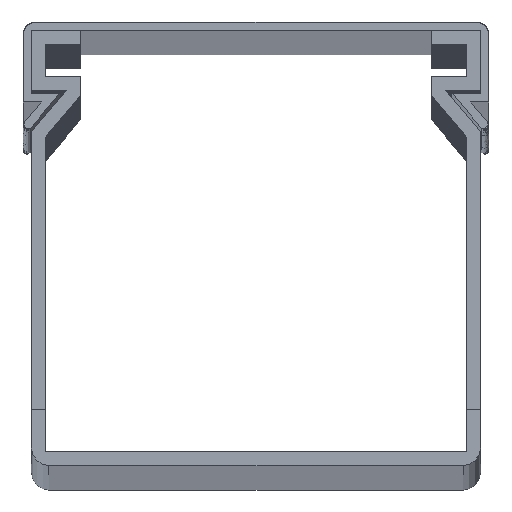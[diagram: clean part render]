
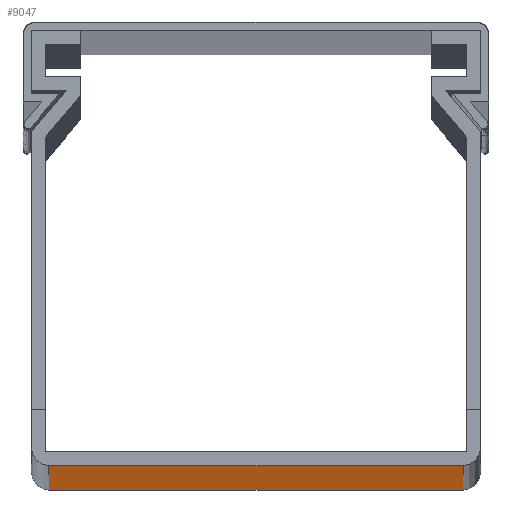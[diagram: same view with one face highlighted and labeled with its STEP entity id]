
A CAD part, top view. The second image highlights one B-rep face of the part: STEP entity #9047.
In plain terms, the highlighted planar face has unit normal (0, -1, 0).
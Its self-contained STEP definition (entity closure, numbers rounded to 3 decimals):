
#821=B_SPLINE_CURVE_WITH_KNOTS('',1,(#124021,#124022),.UNSPECIFIED.,.F.,
 .F.,(2,2),(-49.5,49.5),.UNSPECIFIED.);
#822=B_SPLINE_CURVE_WITH_KNOTS('',1,(#124023,#124024),.UNSPECIFIED.,.F.,
 .F.,(2,2),(-1000.,1000.),.UNSPECIFIED.);
#823=B_SPLINE_CURVE_WITH_KNOTS('',1,(#124025,#124026),.UNSPECIFIED.,.F.,
 .F.,(2,2),(-49.5,49.5),.UNSPECIFIED.);
#9047=ADVANCED_FACE('',(#14279),#88923,.T.);
#14279=FACE_OUTER_BOUND('',#19511,.T.);
#19511=EDGE_LOOP('',(#26473,#26474,#26475,#26476));
#26473=ORIENTED_EDGE('',*,*,#57779,.T.);
#26474=ORIENTED_EDGE('',*,*,#57780,.T.);
#26475=ORIENTED_EDGE('',*,*,#57781,.T.);
#26476=ORIENTED_EDGE('',*,*,#57777,.F.);
#57777=EDGE_CURVE('',#80126,#80127,#72655,.T.);
#57779=EDGE_CURVE('',#80126,#80128,#821,.T.);
#57780=EDGE_CURVE('',#80128,#80129,#822,.T.);
#57781=EDGE_CURVE('',#80129,#80127,#823,.T.);
#72655=(
BOUNDED_CURVE()
B_SPLINE_CURVE(1,(#124016,#124017),.UNSPECIFIED.,.F.,.F.)
B_SPLINE_CURVE_WITH_KNOTS((2,2),(0.,2000.),.UNSPECIFIED.)
CURVE()
GEOMETRIC_REPRESENTATION_ITEM()
RATIONAL_B_SPLINE_CURVE((1.,1.))
REPRESENTATION_ITEM('')
);
#80126=VERTEX_POINT('',#111919);
#80127=VERTEX_POINT('',#111920);
#80128=VERTEX_POINT('',#111921);
#80129=VERTEX_POINT('',#111922);
#88923=PLANE('',#94332);
#94332=AXIS2_PLACEMENT_3D('',#105078,#99550,$);
#99550=DIRECTION('',(0.,-1.,0.));
#105078=CARTESIAN_POINT('',(-29.5,0.,-2000.));
#111919=CARTESIAN_POINT('',(-29.5,0.,-2000.));
#111920=CARTESIAN_POINT('',(-29.5,0.,0.));
#111921=CARTESIAN_POINT('',(29.5,0.,-2000.));
#111922=CARTESIAN_POINT('',(29.5,0.,0.));
#124016=CARTESIAN_POINT('',(-29.5,0.,-2000.));
#124017=CARTESIAN_POINT('',(-29.5,0.,0.));
#124021=CARTESIAN_POINT('',(-29.5,0.,-2000.));
#124022=CARTESIAN_POINT('',(29.5,0.,-2000.));
#124023=CARTESIAN_POINT('',(29.5,0.,-2000.));
#124024=CARTESIAN_POINT('',(29.5,0.,0.));
#124025=CARTESIAN_POINT('',(29.5,0.,0.));
#124026=CARTESIAN_POINT('',(-29.5,0.,0.));
